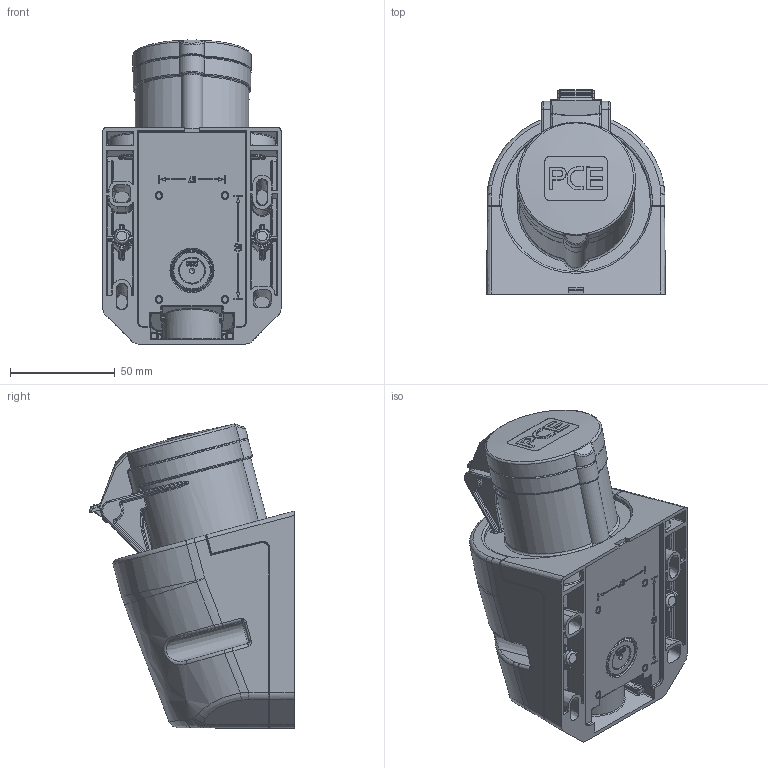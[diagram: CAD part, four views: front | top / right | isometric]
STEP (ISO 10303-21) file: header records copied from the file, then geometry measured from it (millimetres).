
FILE_DESCRIPTION (( 'STEP AP203' ), '1' );
FILE_NAME ('114-6.STEP', '2017-12-13T08:10:11', ( '' ), ( '' ), 'SwSTEP 2.0', 'SolidWorks 2016', '' );
FILE_SCHEMA (( 'CONFIG_CONTROL_DESIGN' ));
Products named in the file (1): 114-6
Bounding box: 85 x 97.51 x 145.04 mm (x, y, z)
Volume: 593980.6 mm3; surface area: 60489.7 mm2
Topology: 1 solids, 2 shells, 1651 faces, 4041 edges, 2404 vertices
Faces by surface type: bspline 679, plane 488, cylinder 452, cone 32
Full cylindrical faces by diameter (mm): 25 x1
Entity records: 90742 total; most frequent: CARTESIAN_POINT 58610, ORIENTED_EDGE 7872, DIRECTION 4745, EDGE_CURVE 3936, VERTEX_POINT 2381, EDGE_LOOP 1747, B_SPLINE_CURVE_WITH_KNOTS 1683, FACE_OUTER_BOUND 1670
